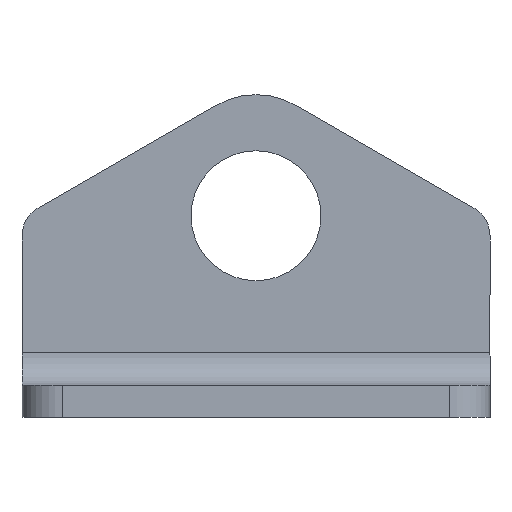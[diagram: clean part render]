
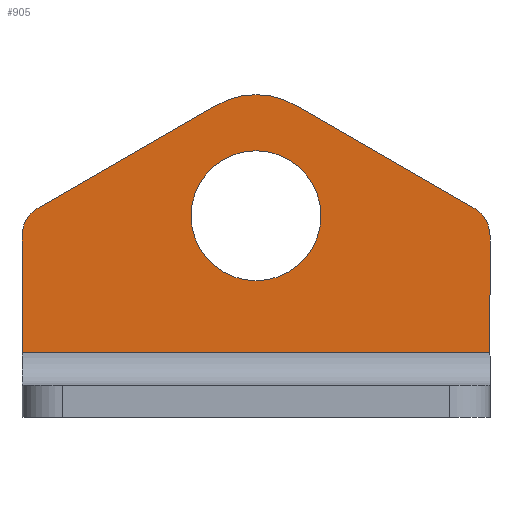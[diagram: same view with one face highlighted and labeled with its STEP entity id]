
A CAD part, front view. The second image highlights one B-rep face of the part: STEP entity #905.
In plain terms, the highlighted planar face has unit normal (0, -1, 0).
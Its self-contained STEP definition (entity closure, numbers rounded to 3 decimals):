
#49=CARTESIAN_POINT('',(-14.886,34.172,24.976));
#50=VERTEX_POINT('',#49);
#59=CARTESIAN_POINT('',(1.214,34.172,24.976));
#60=VERTEX_POINT('',#59);
#61=CARTESIAN_POINT('',(-6.836,34.172,24.976));
#62=DIRECTION('',(0.0,1.0,0.0));
#63=DIRECTION('',(-1.0,0.0,0.0));
#64=AXIS2_PLACEMENT_3D('',#61,#62,#63);
#65=CIRCLE('',#64,8.05);
#66=EDGE_CURVE('',#60,#50,#65,.T.);
#397=CARTESIAN_POINT('',(-35.836,34.172,8.));
#398=VERTEX_POINT('',#397);
#416=CARTESIAN_POINT('',(22.164,34.172,8.));
#417=VERTEX_POINT('',#416);
#425=CARTESIAN_POINT('',(-35.836,34.172,8.));
#426=DIRECTION('',(1.0,0.0,0.0));
#427=VECTOR('',#426,58.0);
#428=LINE('',#425,#427);
#429=EDGE_CURVE('',#398,#417,#428,.T.);
#701=CARTESIAN_POINT('',(-11.836,34.172,38.636));
#702=VERTEX_POINT('',#701);
#703=CARTESIAN_POINT('',(-1.836,34.172,38.636));
#704=VERTEX_POINT('',#703);
#705=CARTESIAN_POINT('',(-6.836,34.172,29.976));
#706=DIRECTION('',(0.,1.,0.));
#707=DIRECTION('',(-0.5,0.,-0.866));
#708=AXIS2_PLACEMENT_3D('',#705,#706,#707);
#709=CIRCLE('',#708,10.0);
#710=EDGE_CURVE('',#702,#704,#709,.T.);
#733=CARTESIAN_POINT('',(-33.836,34.172,25.935));
#734=VERTEX_POINT('',#733);
#735=CARTESIAN_POINT('',(-33.836,34.172,25.935));
#736=DIRECTION('',(0.866,0.,0.5));
#737=VECTOR('',#736,25.403);
#738=LINE('',#735,#737);
#739=EDGE_CURVE('',#734,#702,#738,.T.);
#757=CARTESIAN_POINT('',(-35.836,34.172,22.471));
#758=VERTEX_POINT('',#757);
#759=CARTESIAN_POINT('',(-31.836,34.172,22.471));
#760=DIRECTION('',(0.,1.,0.));
#761=DIRECTION('',(0.5,0.,-0.866));
#762=AXIS2_PLACEMENT_3D('',#759,#760,#761);
#763=CIRCLE('',#762,4.);
#764=EDGE_CURVE('',#758,#734,#763,.T.);
#782=CARTESIAN_POINT('',(-35.836,34.172,8.));
#783=DIRECTION('',(0.0,0.0,1.0));
#784=VECTOR('',#783,14.471);
#785=LINE('',#782,#784);
#786=EDGE_CURVE('',#398,#758,#785,.T.);
#804=CARTESIAN_POINT('',(22.164,34.172,22.471));
#805=VERTEX_POINT('',#804);
#812=CARTESIAN_POINT('',(22.164,34.172,22.471));
#813=DIRECTION('',(0.0,0.0,-1.0));
#814=VECTOR('',#813,14.471);
#815=LINE('',#812,#814);
#816=EDGE_CURVE('',#805,#417,#815,.T.);
#831=CARTESIAN_POINT('',(20.164,34.172,25.935));
#832=VERTEX_POINT('',#831);
#833=CARTESIAN_POINT('',(18.164,34.172,22.471));
#834=DIRECTION('',(0.0,1.0,0.0));
#835=DIRECTION('',(-1.0,0.0,0.0));
#836=AXIS2_PLACEMENT_3D('',#833,#834,#835);
#837=CIRCLE('',#836,4.0);
#838=EDGE_CURVE('',#832,#805,#837,.T.);
#856=CARTESIAN_POINT('',(-1.836,34.172,38.636));
#857=DIRECTION('',(0.866,0.,-0.5));
#858=VECTOR('',#857,25.403);
#859=LINE('',#856,#858);
#860=EDGE_CURVE('',#704,#832,#859,.T.);
#876=CARTESIAN_POINT('',(-6.836,34.172,24.976));
#877=DIRECTION('',(0.0,1.0,0.0));
#878=DIRECTION('',(-1.0,0.0,0.0));
#879=AXIS2_PLACEMENT_3D('',#876,#877,#878);
#880=CIRCLE('',#879,8.05);
#881=EDGE_CURVE('',#50,#60,#880,.T.);
#886=CARTESIAN_POINT('',(-6.836,34.172,4.666));
#887=DIRECTION('',(0.0,-1.0,0.0));
#888=DIRECTION('',(1.0,0.0,0.0));
#889=AXIS2_PLACEMENT_3D('',#886,#887,#888);
#890=PLANE('',#889);
#891=ORIENTED_EDGE('',*,*,#429,.T.);
#892=ORIENTED_EDGE('',*,*,#816,.F.);
#893=ORIENTED_EDGE('',*,*,#838,.F.);
#894=ORIENTED_EDGE('',*,*,#860,.F.);
#895=ORIENTED_EDGE('',*,*,#710,.F.);
#896=ORIENTED_EDGE('',*,*,#739,.F.);
#897=ORIENTED_EDGE('',*,*,#764,.F.);
#898=ORIENTED_EDGE('',*,*,#786,.F.);
#899=EDGE_LOOP('',(#891,#892,#893,#894,#895,#896,#897,#898));
#900=FACE_OUTER_BOUND('',#899,.T.);
#901=ORIENTED_EDGE('',*,*,#66,.T.);
#902=ORIENTED_EDGE('',*,*,#881,.T.);
#903=EDGE_LOOP('',(#901,#902));
#904=FACE_BOUND('',#903,.T.);
#905=ADVANCED_FACE('',(#900,#904),#890,.T.);
